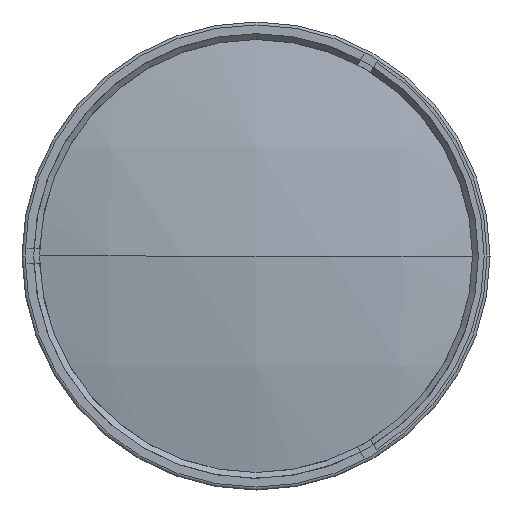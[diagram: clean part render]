
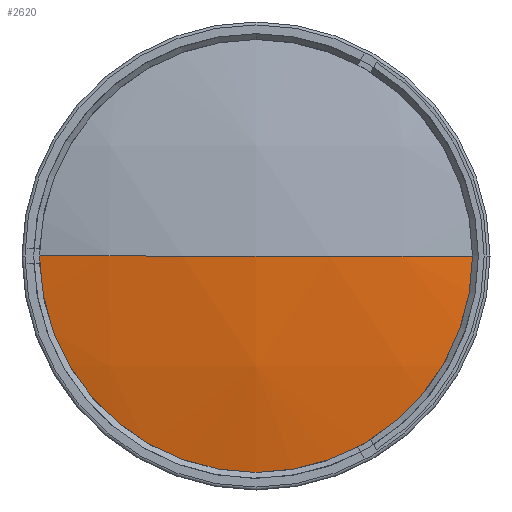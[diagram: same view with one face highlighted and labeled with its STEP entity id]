
A CAD part, left-side view. The second image highlights one B-rep face of the part: STEP entity #2620.
In plain terms, the highlighted spherical face has radius 161 mm.
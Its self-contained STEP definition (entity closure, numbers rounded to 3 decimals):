
#1 = ORIENTED_EDGE ( 'NONE', *, *, #3574, .T. ) ;
#697 = EDGE_LOOP ( 'NONE', ( #4115, #1, #1415 ) ) ;
#737 = AXIS2_PLACEMENT_3D ( 'NONE', #2517, #1851, #2207 ) ;
#988 = CIRCLE ( 'NONE', #2312, 37.5 ) ;
#1114 = AXIS2_PLACEMENT_3D ( 'NONE', #2430, #2765, #3770 ) ;
#1125 = CIRCLE ( 'NONE', #4098, 161. ) ;
#1387 = CARTESIAN_POINT ( 'NONE',  ( -165.23, 0., 0. ) ) ;
#1388 = CIRCLE ( 'NONE', #737, 161. ) ;
#1415 = ORIENTED_EDGE ( 'NONE', *, *, #2837, .F. ) ;
#1467 = VERTEX_POINT ( 'NONE', #3784 ) ;
#1623 = VERTEX_POINT ( 'NONE', #1387 ) ;
#1771 = DIRECTION ( 'NONE',  ( -1., 0., 0. ) ) ;
#1851 = DIRECTION ( 'NONE',  ( 0., 0., 1. ) ) ;
#2053 = SPHERICAL_SURFACE ( 'NONE', #1114, 161. ) ;
#2125 = DIRECTION ( 'NONE',  ( 0., 0., 1. ) ) ;
#2143 = CARTESIAN_POINT ( 'NONE',  ( -160.802, 0., 0. ) ) ;
#2207 = DIRECTION ( 'NONE',  ( 0., -1., 0. ) ) ;
#2251 = EDGE_CURVE ( 'NONE', #1467, #2915, #988, .T. ) ;
#2312 = AXIS2_PLACEMENT_3D ( 'NONE', #2143, #1771, #2125 ) ;
#2430 = CARTESIAN_POINT ( 'NONE',  ( -4.23, 0., 0. ) ) ;
#2517 = CARTESIAN_POINT ( 'NONE',  ( -4.23, 0., 0. ) ) ;
#2614 = CARTESIAN_POINT ( 'NONE',  ( -160.802, -37.5, 0. ) ) ;
#2620 = ADVANCED_FACE ( 'NONE', ( #4125 ), #2053, .T. ) ;
#2660 = DIRECTION ( 'NONE',  ( 0., 1., 0. ) ) ;
#2765 = DIRECTION ( 'NONE',  ( 0., 0., -1. ) ) ;
#2837 = EDGE_CURVE ( 'NONE', #1467, #1623, #1388, .T. ) ;
#2915 = VERTEX_POINT ( 'NONE', #2614 ) ;
#3317 = CARTESIAN_POINT ( 'NONE',  ( -4.23, 0., 0. ) ) ;
#3574 = EDGE_CURVE ( 'NONE', #2915, #1623, #1125, .T. ) ;
#3633 = DIRECTION ( 'NONE',  ( 0., 0., -1. ) ) ;
#3770 = DIRECTION ( 'NONE',  ( 0., 1., 0. ) ) ;
#3784 = CARTESIAN_POINT ( 'NONE',  ( -160.802, 37.5, 0. ) ) ;
#4098 = AXIS2_PLACEMENT_3D ( 'NONE', #3317, #3633, #2660 ) ;
#4115 = ORIENTED_EDGE ( 'NONE', *, *, #2251, .T. ) ;
#4125 = FACE_OUTER_BOUND ( 'NONE', #697, .T. ) ;
